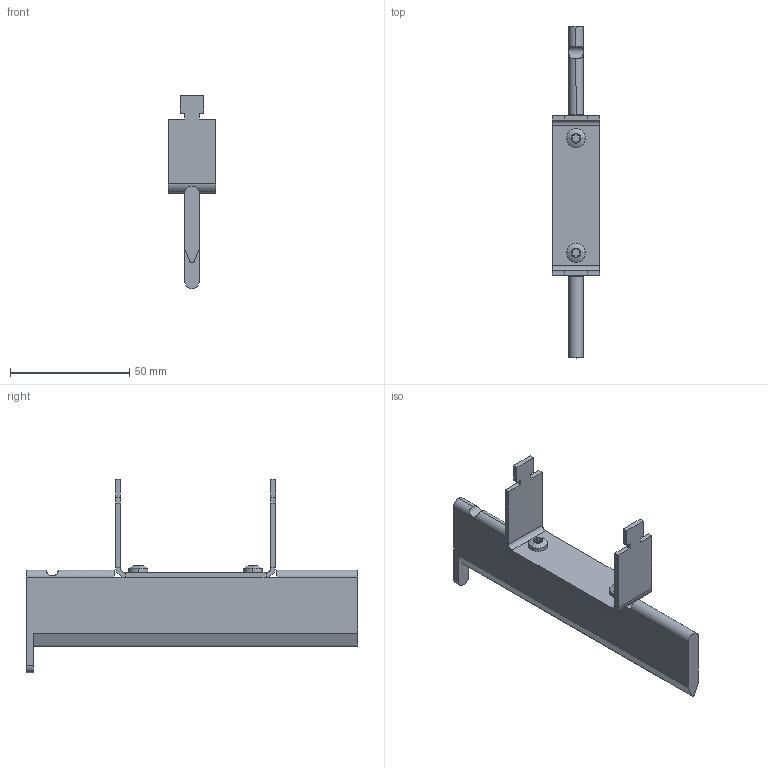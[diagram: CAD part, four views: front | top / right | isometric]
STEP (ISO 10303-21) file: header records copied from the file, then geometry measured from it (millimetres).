
FILE_DESCRIPTION(('STEP AP214'),'1');
FILE_NAME('cctmp_C5288998-C262-48A6-992B-A6E40D798DBA_2023_04_14_19_16_01_0454..stp','2023-04-14T17:16:01',('SIEMENS A&D'),('CADClick - www.CADClick.com'),'Spatial InterOp 3D postprocessed',' ','unknown authorization');
FILE_SCHEMA(('AUTOMOTIVE_DESIGN'));
Length unit declared in the file: millimetre
Products named in the file (1): 2023_04_14_19_16_01_0438
Bounding box: 20 x 139 x 81 mm (x, y, z)
Volume: 28997.9 mm3; surface area: 15390.9 mm2
Topology: 1 solids, 1 shells, 115 faces, 331 edges, 220 vertices
Faces by surface type: plane 60, cylinder 51, torus 4
Entity records: 6574 total; most frequent: CARTESIAN_POINT 855, DIRECTION 703, STYLED_ITEM 667, PRESENTATION_STYLE_ASSIGNMENT 667, ORIENTED_EDGE 662, EDGE_CURVE 331, CURVE_STYLE 331, DRAUGHTING_PRE_DEFINED_CURVE_FONT 331
